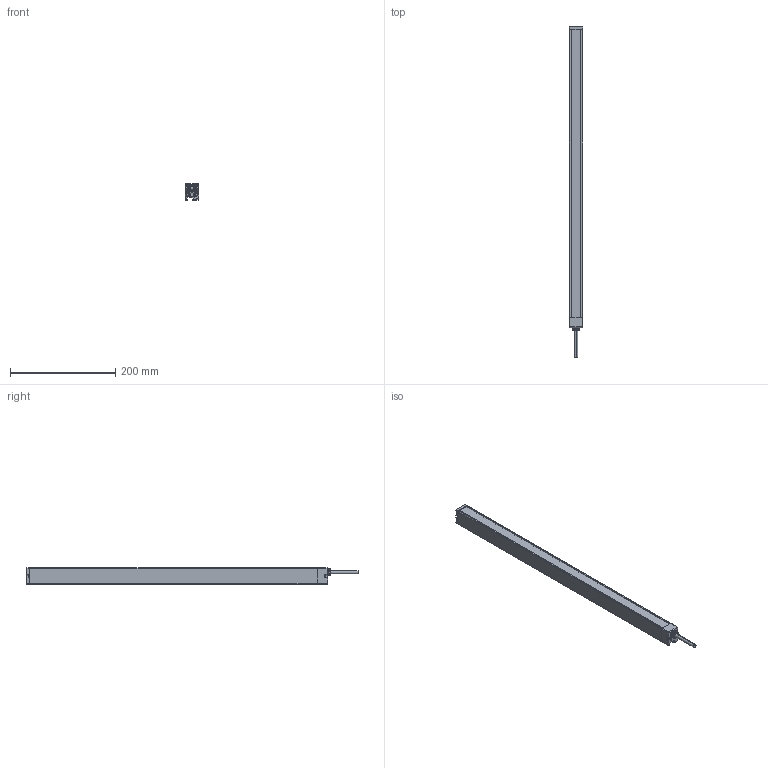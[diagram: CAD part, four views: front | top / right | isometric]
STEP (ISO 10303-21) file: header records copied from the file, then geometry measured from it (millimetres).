
FILE_DESCRIPTION((''),'2;1');
FILE_NAME('158563_SW','2012-12-03T',('banengservice'),('BANNER ENGINEERING'),'PRO/ENGINEER BY PARAMETRIC TECHNOLOGY CORPORATION, 2009141','PRO/ENGINEER BY PARAMETRIC TECHNOLOGY CORPORATION, 2009141','');
FILE_SCHEMA(('CONFIG_CONTROL_DESIGN'));
Length unit declared in the file: inch
Products named in the file (1): 158563_SW
Bounding box: 25.4 x 629.9 x 31.75 mm (x, y, z)
Volume: 139420.9 mm3; surface area: 159725.4 mm2
Topology: 2 solids, 2 shells, 852 faces, 2302 edges, 1445 vertices
Faces by surface type: plane 469, cylinder 286, torus 75, cone 12, bspline 6, sphere 4
Entity records: 27336 total; most frequent: CARTESIAN_POINT 5371, DIRECTION 4672, ORIENTED_EDGE 4604, EDGE_CURVE 2302, AXIS2_PLACEMENT_3D 1570, VECTOR 1532, LINE 1532, VERTEX_POINT 1445
